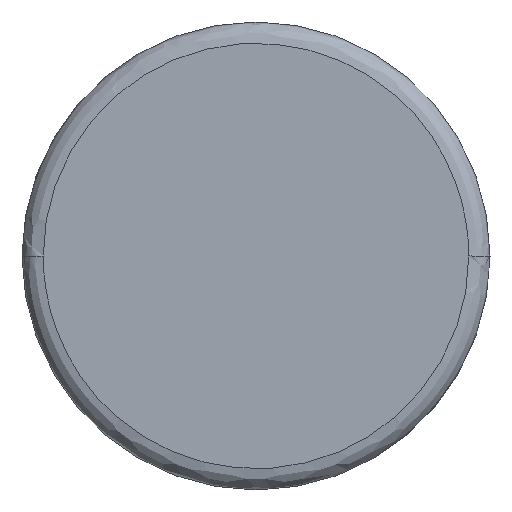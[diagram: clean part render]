
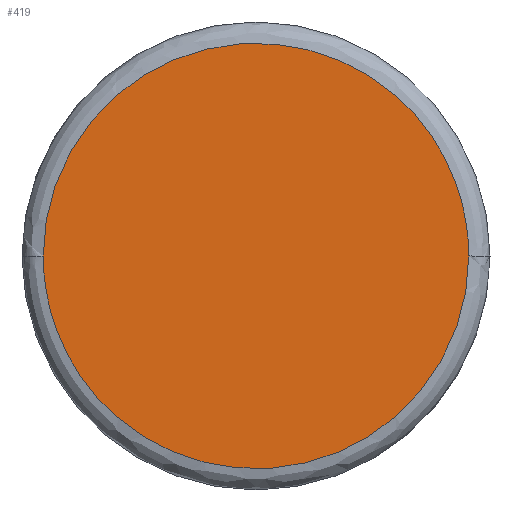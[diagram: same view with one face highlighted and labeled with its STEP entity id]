
A CAD part, left-side view. The second image highlights one B-rep face of the part: STEP entity #419.
In plain terms, the highlighted face is planar.
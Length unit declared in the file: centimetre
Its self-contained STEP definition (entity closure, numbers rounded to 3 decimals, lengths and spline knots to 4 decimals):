
#119 = VERTEX_POINT ( 'NONE', #137 ) ;
#124 = VERTEX_POINT ( 'NONE', #129 ) ;
#129 = CARTESIAN_POINT ( 'NONE',  ( 0.1, 0., 0.11 ) ) ;
#137 = CARTESIAN_POINT ( 'NONE',  ( -0.1, 0., 0.11 ) ) ;
#224 = ORIENTED_EDGE ( 'NONE', *, *, #439, .F. ) ;
#232 = ORIENTED_EDGE ( 'NONE', *, *, #451, .F. ) ;
#242 = EDGE_LOOP ( 'NONE', ( #232, #224 ) ) ;
#419 = ADVANCED_FACE ( 'NONE', ( #1008 ), #1096, .T. ) ;
#439 = EDGE_CURVE ( 'NONE', #119, #124, #761, .T. ) ;
#451 = EDGE_CURVE ( 'NONE', #124, #119, #763, .T. ) ;
#761 =( BOUNDED_CURVE ( )  B_SPLINE_CURVE ( 3, ( #1294, #1295, #1296, #1297 ),
 .UNSPECIFIED., .F., .T. ) 
 B_SPLINE_CURVE_WITH_KNOTS ( ( 4, 4 ),
 ( 0.75, 1.25 ),
 .UNSPECIFIED. ) 
 CURVE ( )  GEOMETRIC_REPRESENTATION_ITEM ( )  RATIONAL_B_SPLINE_CURVE ( ( 1., 0.333, 0.333, 1. ) ) 
 REPRESENTATION_ITEM ( '' )  );
#763 =( BOUNDED_CURVE ( )  B_SPLINE_CURVE ( 3, ( #1332, #1333, #1334, #1335 ),
 .UNSPECIFIED., .F., .F. ) 
 B_SPLINE_CURVE_WITH_KNOTS ( ( 4, 4 ),
 ( 0.25, 0.75 ),
 .UNSPECIFIED. ) 
 CURVE ( )  GEOMETRIC_REPRESENTATION_ITEM ( )  RATIONAL_B_SPLINE_CURVE ( ( 1., 0.333, 0.333, 1. ) ) 
 REPRESENTATION_ITEM ( '' )  );
#1008 = FACE_OUTER_BOUND ( 'NONE', #242, .T. ) ;
#1010 = AXIS2_PLACEMENT_3D ( 'NONE', #1097, #1098, #1099 ) ;
#1096 = PLANE ( 'NONE',  #1010 ) ;
#1097 = CARTESIAN_POINT ( 'NONE',  ( 0., 0., 0.165 ) ) ;
#1098 = DIRECTION ( 'NONE',  ( 0., -1., 0. ) ) ;
#1099 = DIRECTION ( 'NONE',  ( 0., 0., -1. ) ) ;
#1294 = CARTESIAN_POINT ( 'NONE',  ( -0.1, 0., 0.11 ) ) ;
#1295 = CARTESIAN_POINT ( 'NONE',  ( -0.1, 0., 0.31 ) ) ;
#1296 = CARTESIAN_POINT ( 'NONE',  ( 0.1, 0., 0.31 ) ) ;
#1297 = CARTESIAN_POINT ( 'NONE',  ( 0.1, 0., 0.11 ) ) ;
#1332 = CARTESIAN_POINT ( 'NONE',  ( 0.1, 0., 0.11 ) ) ;
#1333 = CARTESIAN_POINT ( 'NONE',  ( 0.1, 0., -0.09 ) ) ;
#1334 = CARTESIAN_POINT ( 'NONE',  ( -0.1, 0., -0.09 ) ) ;
#1335 = CARTESIAN_POINT ( 'NONE',  ( -0.1, 0., 0.11 ) ) ;
